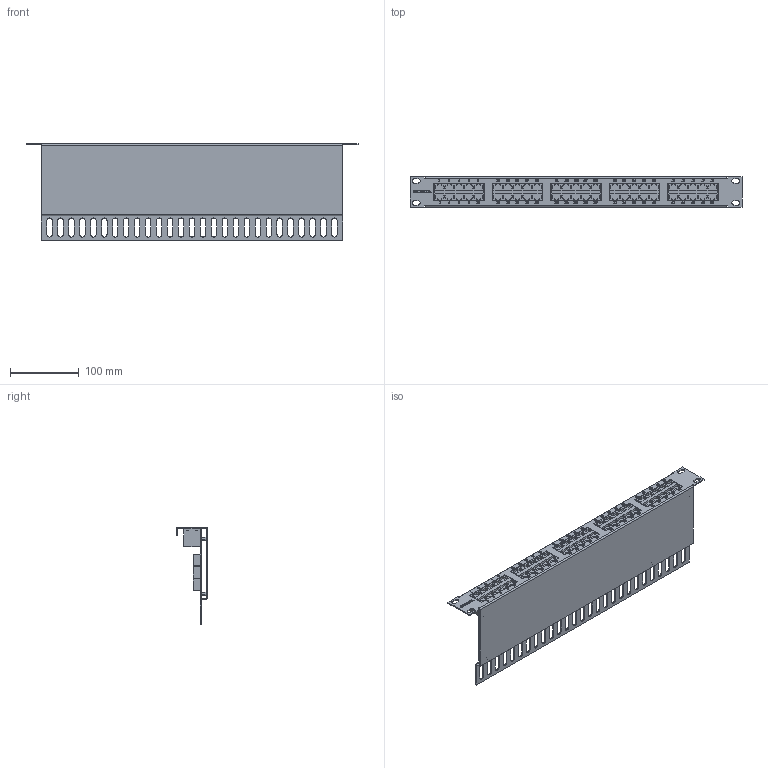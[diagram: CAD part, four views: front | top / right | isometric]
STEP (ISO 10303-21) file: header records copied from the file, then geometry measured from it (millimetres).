
FILE_DESCRIPTION (( 'STEP AP214' ), '1' );
FILE_NAME ('PP50-1UC03U-K05-G Ïàò÷-ïàíåëü òåëåô. 1U êàò. 3 RJ45 50 ïîðò. (Krone) GENERICA.STEP', '2019-10-28T13:06:27', ( '' ), ( '' ), 'SwSTEP 2.0', 'SolidWorks 2017', '' );
FILE_SCHEMA (( 'AUTOMOTIVE_DESIGN' ));
Length unit declared in the file: millimetre
Products named in the file (1): PP50-1UC03U-K05-G Ïàò÷-ïàíåëü òåëåô. 1U êàò. 3 RJ45 50 ïîðò. (Krone) GENERICA
Bounding box: 482.6 x 44 x 140.5 mm (x, y, z)
Volume: 490126.9 mm3; surface area: 310286.2 mm2
Topology: 1 solids, 1 shells, 3857 faces, 10572 edges, 6998 vertices
Faces by surface type: plane 2723, bspline 989, cylinder 145
Entity records: 160388 total; most frequent: CARTESIAN_POINT 68785, ORIENTED_EDGE 21144, DIRECTION 14622, EDGE_CURVE 10572, LINE 8304, VECTOR 8304, VERTEX_POINT 6998, EDGE_LOOP 4240
